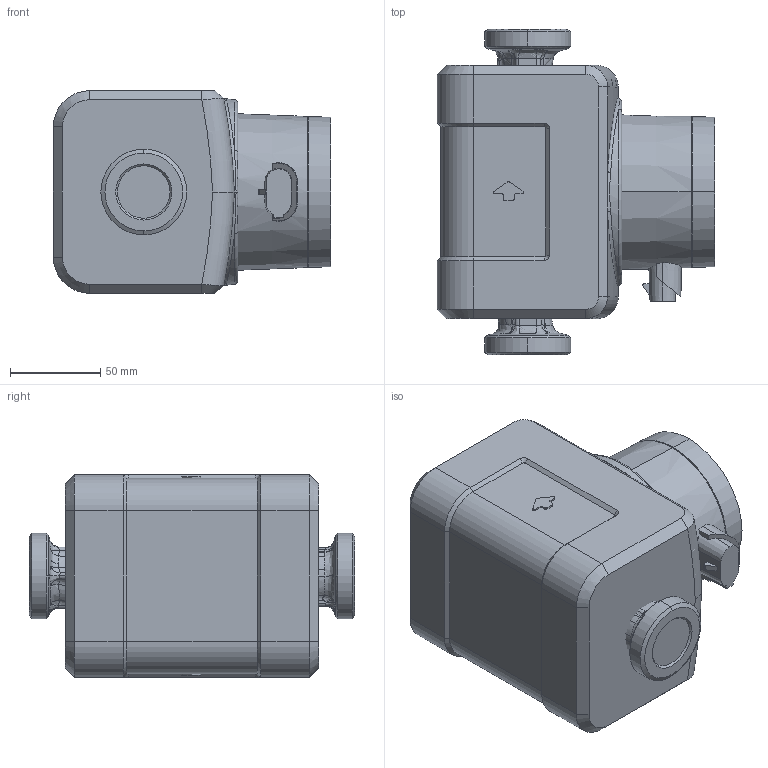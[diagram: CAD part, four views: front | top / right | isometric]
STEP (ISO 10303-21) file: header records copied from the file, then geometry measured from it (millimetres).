
FILE_DESCRIPTION (( 'STEP AP214' ), '1' );
FILE_NAME ('PrimAX 25-x 180.STEP', '2015-09-21T14:27:57', ( '' ), ( '' ), 'SwSTEP 2.0', 'SolidWorks 2011', '' );
FILE_SCHEMA (( 'AUTOMOTIVE_DESIGN' ));
Length unit declared in the file: millimetre
Products named in the file (1): PrimAX 25-x 180
Bounding box: 153.3 x 180 x 112 mm (x, y, z)
Volume: 2294854.2 mm3; surface area: 174383 mm2
Topology: 5 solids, 5 shells, 697 faces, 1745 edges, 1064 vertices
Faces by surface type: bspline 362, cylinder 140, plane 129, cone 60, torus 6
Entity records: 73089 total; most frequent: CARTESIAN_POINT 51957, ORIENTED_EDGE 3462, EDGE_CURVE 1731, DIRECTION 1609, VERTEX_POINT 1064, B_SPLINE_CURVE_WITH_KNOTS 1054, EDGE_LOOP 717, UNCERTAINTY_MEASURE_WITH_UNIT 704
